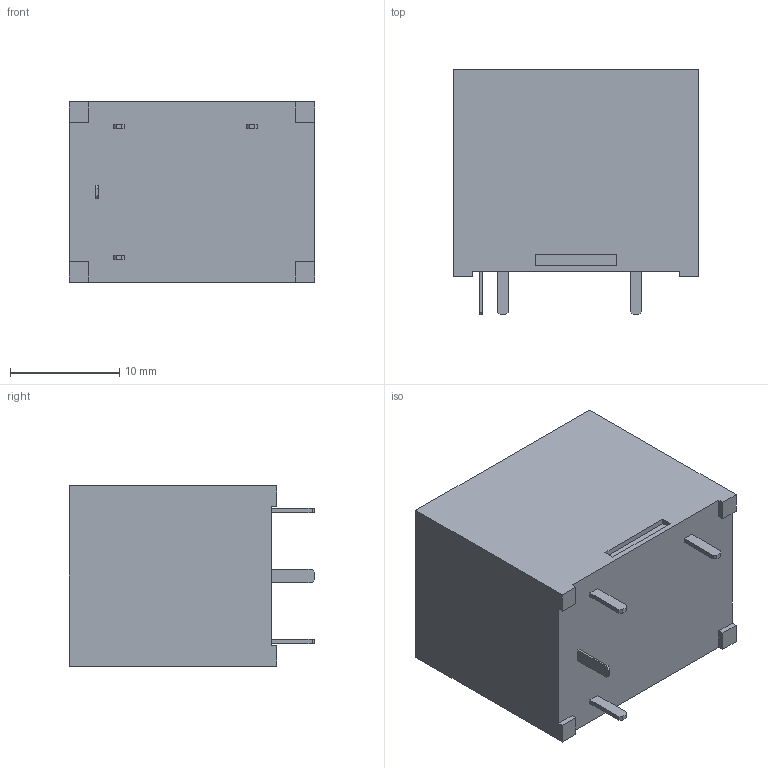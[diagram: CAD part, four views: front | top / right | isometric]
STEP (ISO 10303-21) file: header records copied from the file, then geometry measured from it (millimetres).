
FILE_DESCRIPTION (( 'STEP AP214' ), '1' );
FILE_NAME ('G5LE-1A-E DC5.STEP', '2019-07-22T22:34:44', ( '' ), ( '' ), 'SwSTEP 2.0', 'SolidWorks 2017', '' );
FILE_SCHEMA (( 'AUTOMOTIVE_DESIGN' ));
Length unit declared in the file: millimetre
Products named in the file (1): G5LE-1A-E DC5
Bounding box: 22.5 x 22.5 x 16.5 mm (x, y, z)
Volume: 6876.5 mm3; surface area: 2257.9 mm2
Topology: 6 solids, 6 shells, 66 faces, 156 edges, 104 vertices
Faces by surface type: plane 66
Entity records: 1939 total; most frequent: CARTESIAN_POINT 327, ORIENTED_EDGE 312, DIRECTION 290, LINE 156, EDGE_CURVE 156, VECTOR 156, VERTEX_POINT 104, EDGE_LOOP 68
